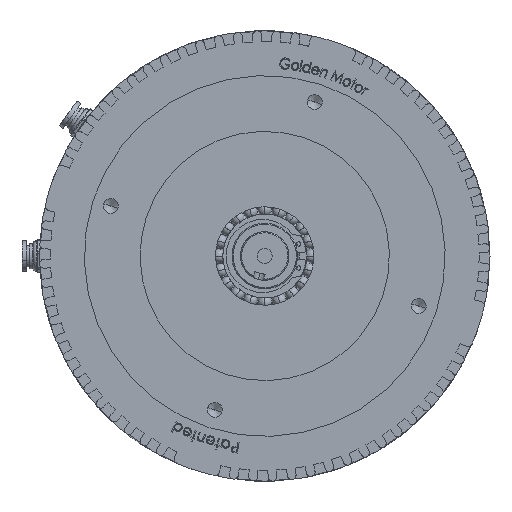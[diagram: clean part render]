
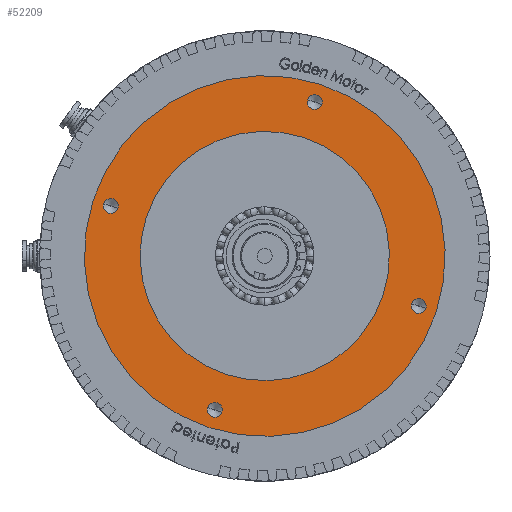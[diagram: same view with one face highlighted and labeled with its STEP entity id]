
A CAD part, left-side view. The second image highlights one B-rep face of the part: STEP entity #52209.
In plain terms, the highlighted face is planar.
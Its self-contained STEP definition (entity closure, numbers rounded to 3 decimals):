
#410 = VERTEX_POINT ( 'NONE', #58853 ) ;
#1590 = CARTESIAN_POINT ( 'NONE',  ( 57., 0., 3. ) ) ;
#1720 = DIRECTION ( 'NONE',  ( -1., 0., 0. ) ) ;
#2028 = AXIS2_PLACEMENT_3D ( 'NONE', #50132, #6057, #25699 ) ;
#2050 = DIRECTION ( 'NONE',  ( 0., 0., -1. ) ) ;
#2345 = CARTESIAN_POINT ( 'NONE',  ( 0., 0., 3. ) ) ;
#2800 = VERTEX_POINT ( 'NONE', #52786 ) ;
#2886 = CIRCLE ( 'NONE', #38845, 57. ) ;
#3050 = VERTEX_POINT ( 'NONE', #26386 ) ;
#3349 = CARTESIAN_POINT ( 'NONE',  ( -74., 0., 3. ) ) ;
#4022 = VERTEX_POINT ( 'NONE', #54789 ) ;
#4585 = CIRCLE ( 'NONE', #40560, 3.4 ) ;
#5020 = EDGE_CURVE ( 'NONE', #3050, #4022, #42739, .T. ) ;
#6057 = DIRECTION ( 'NONE',  ( 0., 0., -1. ) ) ;
#6723 = VERTEX_POINT ( 'NONE', #1590 ) ;
#8016 = AXIS2_PLACEMENT_3D ( 'NONE', #61539, #12627, #32260 ) ;
#8099 = CARTESIAN_POINT ( 'NONE',  ( 0., 0., 3. ) ) ;
#8108 = DIRECTION ( 'NONE',  ( 0., 0., 1. ) ) ;
#8619 = DIRECTION ( 'NONE',  ( 0., 0., -1. ) ) ;
#9654 = CARTESIAN_POINT ( 'NONE',  ( 0., 74., 3. ) ) ;
#10029 = DIRECTION ( 'NONE',  ( -1., 0., 0. ) ) ;
#10780 = CARTESIAN_POINT ( 'NONE',  ( 0., 0., 3. ) ) ;
#11875 = ORIENTED_EDGE ( 'NONE', *, *, #59687, .T. ) ;
#12590 = ORIENTED_EDGE ( 'NONE', *, *, #42908, .T. ) ;
#12627 = DIRECTION ( 'NONE',  ( 0., 0., -1. ) ) ;
#14003 = EDGE_CURVE ( 'NONE', #21345, #27180, #50955, .T. ) ;
#14084 = AXIS2_PLACEMENT_3D ( 'NONE', #10780, #30426, #50050 ) ;
#14257 = ORIENTED_EDGE ( 'NONE', *, *, #26536, .F. ) ;
#14381 = CIRCLE ( 'NONE', #50343, 82.5 ) ;
#14715 = EDGE_CURVE ( 'NONE', #27180, #21345, #57487, .T. ) ;
#14752 = FACE_OUTER_BOUND ( 'NONE', #32819, .T. ) ;
#14811 = VERTEX_POINT ( 'NONE', #26971 ) ;
#14957 = AXIS2_PLACEMENT_3D ( 'NONE', #39712, #59344, #15261 ) ;
#14973 = AXIS2_PLACEMENT_3D ( 'NONE', #46135, #2050, #21663 ) ;
#15261 = DIRECTION ( 'NONE',  ( 1., 0., 0. ) ) ;
#17621 = AXIS2_PLACEMENT_3D ( 'NONE', #34503, #54130, #10029 ) ;
#17990 = EDGE_CURVE ( 'NONE', #14811, #410, #20904, .T. ) ;
#19432 = EDGE_CURVE ( 'NONE', #2800, #26058, #4585, .T. ) ;
#19457 = AXIS2_PLACEMENT_3D ( 'NONE', #9654, #29288, #48901 ) ;
#19583 = FACE_BOUND ( 'NONE', #56686, .T. ) ;
#19921 = ORIENTED_EDGE ( 'NONE', *, *, #19432, .F. ) ;
#20904 = CIRCLE ( 'NONE', #56867, 3.4 ) ;
#21345 = VERTEX_POINT ( 'NONE', #32811 ) ;
#21663 = DIRECTION ( 'NONE',  ( -1., 0., 0. ) ) ;
#21966 = DIRECTION ( 'NONE',  ( 0., 0., 1. ) ) ;
#22647 = VERTEX_POINT ( 'NONE', #60811 ) ;
#22752 = EDGE_LOOP ( 'NONE', ( #19921, #28306 ) ) ;
#22978 = DIRECTION ( 'NONE',  ( 0., 0., -1. ) ) ;
#23230 = AXIS2_PLACEMENT_3D ( 'NONE', #26177, #45805, #1720 ) ;
#25699 = DIRECTION ( 'NONE',  ( -1., 0., 0. ) ) ;
#26058 = VERTEX_POINT ( 'NONE', #51329 ) ;
#26169 = EDGE_LOOP ( 'NONE', ( #56628, #36384 ) ) ;
#26177 = CARTESIAN_POINT ( 'NONE',  ( 0., -74., 3. ) ) ;
#26386 = CARTESIAN_POINT ( 'NONE',  ( 77.4, 0., 3. ) ) ;
#26536 = EDGE_CURVE ( 'NONE', #27636, #22647, #14381, .T. ) ;
#26843 = CIRCLE ( 'NONE', #62795, 57. ) ;
#26971 = CARTESIAN_POINT ( 'NONE',  ( -3.4, 74., 3. ) ) ;
#27180 = VERTEX_POINT ( 'NONE', #57425 ) ;
#27636 = VERTEX_POINT ( 'NONE', #39622 ) ;
#27742 = DIRECTION ( 'NONE',  ( 0., 0., 1. ) ) ;
#27754 = DIRECTION ( 'NONE',  ( 1., 0., 0. ) ) ;
#27915 = CARTESIAN_POINT ( 'NONE',  ( -57., 0., 3. ) ) ;
#28257 = DIRECTION ( 'NONE',  ( -1., 0., 0. ) ) ;
#28306 = ORIENTED_EDGE ( 'NONE', *, *, #59757, .F. ) ;
#29209 = ORIENTED_EDGE ( 'NONE', *, *, #5020, .F. ) ;
#29288 = DIRECTION ( 'NONE',  ( 0., 0., -1. ) ) ;
#29665 = EDGE_LOOP ( 'NONE', ( #12590, #11875 ) ) ;
#30426 = DIRECTION ( 'NONE',  ( 0., 0., 1. ) ) ;
#32259 = EDGE_CURVE ( 'NONE', #4022, #3050, #45369, .T. ) ;
#32260 = DIRECTION ( 'NONE',  ( -1., 0., 0. ) ) ;
#32811 = CARTESIAN_POINT ( 'NONE',  ( -3.4, -74., 3. ) ) ;
#32819 = EDGE_LOOP ( 'NONE', ( #14257, #42624 ) ) ;
#34391 = FACE_BOUND ( 'NONE', #29665, .T. ) ;
#34503 = CARTESIAN_POINT ( 'NONE',  ( 74., 0., 3. ) ) ;
#35536 = ORIENTED_EDGE ( 'NONE', *, *, #14003, .F. ) ;
#35788 = CIRCLE ( 'NONE', #8016, 3.4 ) ;
#36384 = ORIENTED_EDGE ( 'NONE', *, *, #45319, .F. ) ;
#38845 = AXIS2_PLACEMENT_3D ( 'NONE', #2345, #21966, #41600 ) ;
#39047 = EDGE_LOOP ( 'NONE', ( #35536, #63436 ) ) ;
#39212 = FACE_BOUND ( 'NONE', #39047, .T. ) ;
#39622 = CARTESIAN_POINT ( 'NONE',  ( -82.5, 0., 3. ) ) ;
#39712 = CARTESIAN_POINT ( 'NONE',  ( 0., 0., 3. ) ) ;
#40560 = AXIS2_PLACEMENT_3D ( 'NONE', #3349, #22978, #42604 ) ;
#41600 = DIRECTION ( 'NONE',  ( 1., 0., 0. ) ) ;
#42604 = DIRECTION ( 'NONE',  ( -1., 0., 0. ) ) ;
#42624 = ORIENTED_EDGE ( 'NONE', *, *, #63136, .F. ) ;
#42725 = CIRCLE ( 'NONE', #14957, 82.5 ) ;
#42739 = CIRCLE ( 'NONE', #14973, 3.4 ) ;
#42908 = EDGE_CURVE ( 'NONE', #49936, #6723, #26843, .T. ) ;
#45319 = EDGE_CURVE ( 'NONE', #410, #14811, #47214, .T. ) ;
#45369 = CIRCLE ( 'NONE', #17621, 3.4 ) ;
#45805 = DIRECTION ( 'NONE',  ( 0., 0., -1. ) ) ;
#46135 = CARTESIAN_POINT ( 'NONE',  ( 74., 0., 3. ) ) ;
#47214 = CIRCLE ( 'NONE', #19457, 3.4 ) ;
#47359 = DIRECTION ( 'NONE',  ( 1., 0., 0. ) ) ;
#48901 = DIRECTION ( 'NONE',  ( -1., 0., 0. ) ) ;
#49936 = VERTEX_POINT ( 'NONE', #27915 ) ;
#50050 = DIRECTION ( 'NONE',  ( 1., 0., 0. ) ) ;
#50132 = CARTESIAN_POINT ( 'NONE',  ( 0., -74., 3. ) ) ;
#50343 = AXIS2_PLACEMENT_3D ( 'NONE', #52190, #8108, #27754 ) ;
#50955 = CIRCLE ( 'NONE', #23230, 3.4 ) ;
#51329 = CARTESIAN_POINT ( 'NONE',  ( -70.6, 0., 3. ) ) ;
#52190 = CARTESIAN_POINT ( 'NONE',  ( 0., 0., 3. ) ) ;
#52209 = ADVANCED_FACE ( 'NONE', ( #63678, #19583, #39212, #58842, #14752, #34391 ), #54003, .F. ) ;
#52692 = CARTESIAN_POINT ( 'NONE',  ( 0., 74., 3. ) ) ;
#52786 = CARTESIAN_POINT ( 'NONE',  ( -77.4, 0., 3. ) ) ;
#54003 = PLANE ( 'NONE',  #14084 ) ;
#54130 = DIRECTION ( 'NONE',  ( 0., 0., -1. ) ) ;
#54789 = CARTESIAN_POINT ( 'NONE',  ( 70.6, 0., 3. ) ) ;
#56628 = ORIENTED_EDGE ( 'NONE', *, *, #17990, .F. ) ;
#56686 = EDGE_LOOP ( 'NONE', ( #60364, #29209 ) ) ;
#56867 = AXIS2_PLACEMENT_3D ( 'NONE', #52692, #8619, #28257 ) ;
#57425 = CARTESIAN_POINT ( 'NONE',  ( 3.4, -74., 3. ) ) ;
#57487 = CIRCLE ( 'NONE', #2028, 3.4 ) ;
#58842 = FACE_BOUND ( 'NONE', #22752, .T. ) ;
#58853 = CARTESIAN_POINT ( 'NONE',  ( 3.4, 74., 3. ) ) ;
#59344 = DIRECTION ( 'NONE',  ( 0., 0., 1. ) ) ;
#59687 = EDGE_CURVE ( 'NONE', #6723, #49936, #2886, .T. ) ;
#59757 = EDGE_CURVE ( 'NONE', #26058, #2800, #35788, .T. ) ;
#60364 = ORIENTED_EDGE ( 'NONE', *, *, #32259, .F. ) ;
#60811 = CARTESIAN_POINT ( 'NONE',  ( 82.5, 0., 3. ) ) ;
#61539 = CARTESIAN_POINT ( 'NONE',  ( -74., 0., 3. ) ) ;
#62795 = AXIS2_PLACEMENT_3D ( 'NONE', #8099, #27742, #47359 ) ;
#63136 = EDGE_CURVE ( 'NONE', #22647, #27636, #42725, .T. ) ;
#63436 = ORIENTED_EDGE ( 'NONE', *, *, #14715, .F. ) ;
#63678 = FACE_BOUND ( 'NONE', #26169, .T. ) ;
